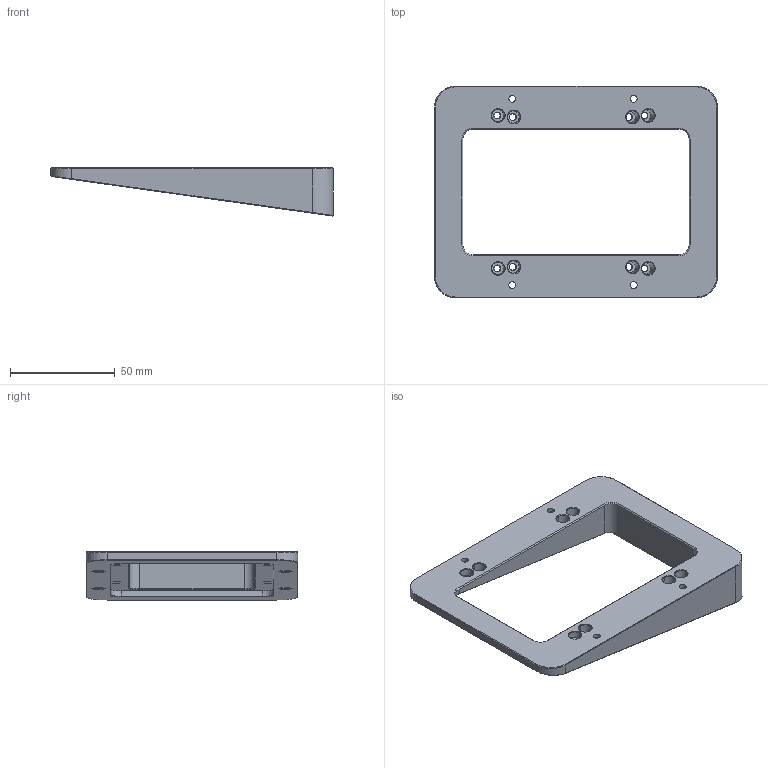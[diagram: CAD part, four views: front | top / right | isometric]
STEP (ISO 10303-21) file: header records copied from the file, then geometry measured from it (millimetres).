
FILE_DESCRIPTION((''),'2;1');
FILE_NAME('LS_JG_QX008619','2021-03-16T20:54:13',('dale.chen'),(''),'CREO PARAMETRIC BY PTC INC, 2019164','CREO PARAMETRIC BY PTC INC, 2019164','');
FILE_SCHEMA(('CONFIG_CONTROL_DESIGN','SHAPE_APPEARANCE_LAYERS_GROUPS'));
Length unit declared in the file: millimetre
Products named in the file (1): LS_JG_QX008619
Bounding box: 135 x 101 x 22.93 mm (x, y, z)
Volume: 84977.9 mm3; surface area: 26604 mm2
Topology: 1 solids, 1 shells, 151 faces, 344 edges, 208 vertices
Faces by surface type: cylinder 60, plane 47, bspline 32, cone 12
Entity records: 8735 total; most frequent: CARTESIAN_POINT 5086, ORIENTED_EDGE 688, DIRECTION 618, EDGE_CURVE 344, COLOUR_RGB 312, AXIS2_PLACEMENT_3D 219, VERTEX_POINT 208, EDGE_LOOP 190
